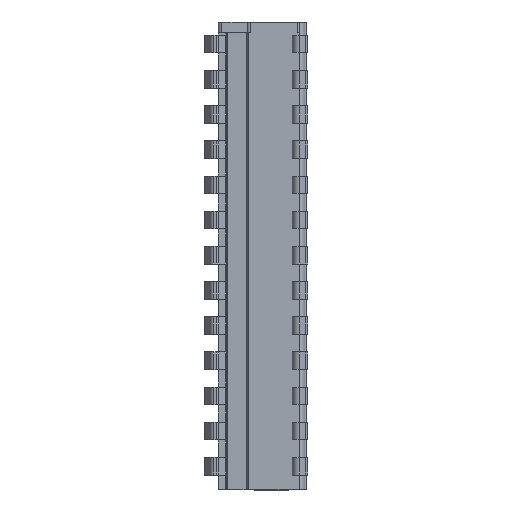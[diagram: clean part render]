
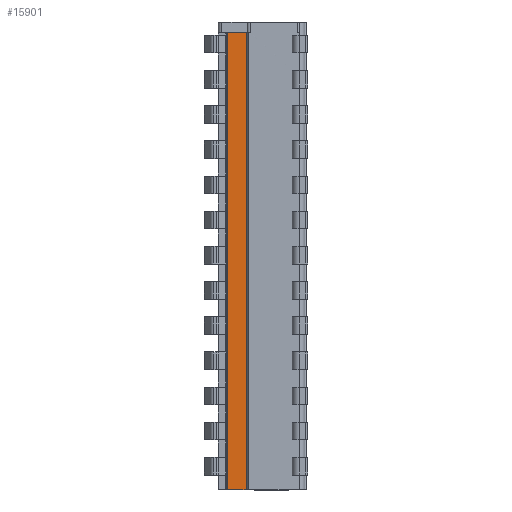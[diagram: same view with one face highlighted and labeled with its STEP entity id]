
A CAD part, top view. The second image highlights one B-rep face of the part: STEP entity #15901.
In plain terms, the highlighted planar face has unit normal (0, 0, 1).
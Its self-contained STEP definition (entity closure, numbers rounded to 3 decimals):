
#19=DIRECTION('',(1.,0.,0.));
#20=VECTOR('',#19,2.7);
#21=CARTESIAN_POINT('',(-4.12,0.,2.725));
#22=LINE('',#21,#20);
#5070=DIRECTION('',(1.,0.,0.));
#5071=VECTOR('',#5070,2.7);
#5072=CARTESIAN_POINT('',(-4.12,-65.,2.725));
#5073=LINE('',#5072,#5071);
#5244=DIRECTION('',(0.,1.,0.));
#5245=VECTOR('',#5244,65.);
#5246=CARTESIAN_POINT('',(-1.42,-65.,2.725));
#5247=LINE('',#5246,#5245);
#5248=DIRECTION('',(0.,-1.,0.));
#5249=VECTOR('',#5248,65.);
#5250=CARTESIAN_POINT('',(-4.12,0.,2.725));
#5251=LINE('',#5250,#5249);
#7318=CARTESIAN_POINT('',(-4.12,0.,2.725));
#7319=VERTEX_POINT('',#7318);
#7368=CARTESIAN_POINT('',(-4.12,-65.,2.725));
#7369=VERTEX_POINT('',#7368);
#9020=CARTESIAN_POINT('',(-1.42,-65.,2.725));
#9021=CARTESIAN_POINT('',(-1.42,0.,2.725));
#9022=VERTEX_POINT('',#9020);
#9023=VERTEX_POINT('',#9021);
#15888=CARTESIAN_POINT('',(-4.12,0.,2.725));
#15889=DIRECTION('',(0.,0.,1.));
#15890=DIRECTION('',(1.,0.,0.));
#15891=AXIS2_PLACEMENT_3D('',#15888,#15889,#15890);
#15892=PLANE('',#15891);
#15894=ORIENTED_EDGE('',*,*,#15893,.F.);
#15895=ORIENTED_EDGE('',*,*,#15833,.F.);
#15897=ORIENTED_EDGE('',*,*,#15896,.F.);
#15898=ORIENTED_EDGE('',*,*,#9470,.T.);
#15899=EDGE_LOOP('',(#15894,#15895,#15897,#15898));
#15900=FACE_OUTER_BOUND('',#15899,.F.);
#15901=ADVANCED_FACE('',(#15900),#15892,.T.);
#9470=EDGE_CURVE('',#7319,#9023,#22,.T.);
#15833=EDGE_CURVE('',#7369,#9022,#5073,.T.);
#15893=EDGE_CURVE('',#9022,#9023,#5247,.T.);
#15896=EDGE_CURVE('',#7319,#7369,#5251,.T.);
